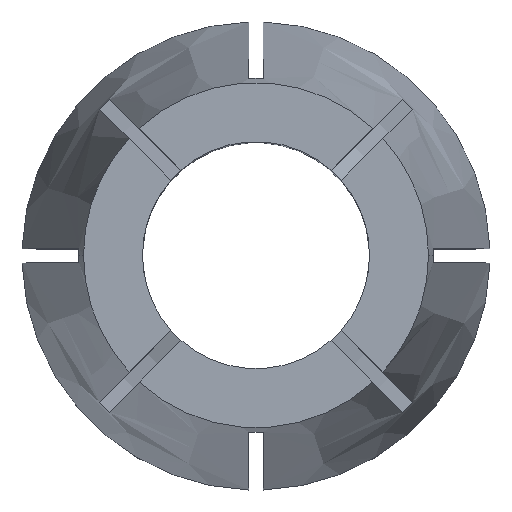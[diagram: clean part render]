
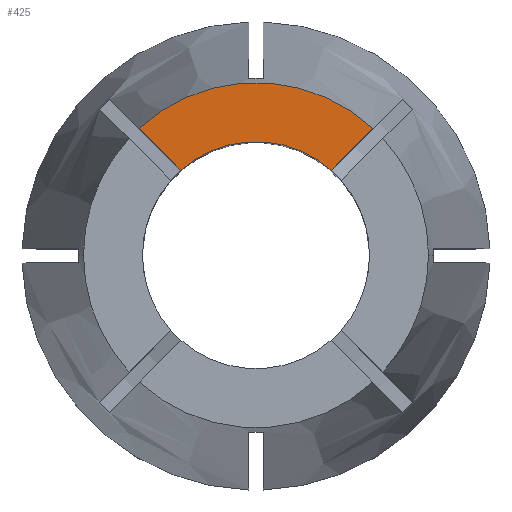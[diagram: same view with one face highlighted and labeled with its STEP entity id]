
A CAD part, top view. The second image highlights one B-rep face of the part: STEP entity #425.
In plain terms, the highlighted planar face has unit normal (0, 0, 1).
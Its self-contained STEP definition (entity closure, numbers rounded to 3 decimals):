
#36 = CARTESIAN_POINT ( 'NONE',  ( 8.236, 8.943, 0. ) ) ;
#58 = CIRCLE ( 'NONE', #531, 12.158 ) ;
#134 = DIRECTION ( 'NONE',  ( 0., 0., 1. ) ) ;
#181 = ORIENTED_EDGE ( 'NONE', *, *, #254, .T. ) ;
#227 = DIRECTION ( 'NONE',  ( 0.707, -0.707, 0. ) ) ;
#236 = AXIS2_PLACEMENT_3D ( 'NONE', #664, #758, #767 ) ;
#254 = EDGE_CURVE ( 'NONE', #1338, #1348, #58, .T. ) ;
#287 = CARTESIAN_POINT ( 'NONE',  ( 0., 0., 0. ) ) ;
#341 = VECTOR ( 'NONE', #879, 1000. ) ;
#359 = ORIENTED_EDGE ( 'NONE', *, *, #1995, .T. ) ;
#366 = AXIS2_PLACEMENT_3D ( 'NONE', #1843, #1627, #757 ) ;
#379 = CARTESIAN_POINT ( 'NONE',  ( 0.354, 0.354, 0. ) ) ;
#425 = ADVANCED_FACE ( 'NONE', ( #743 ), #2210, .F. ) ;
#531 = AXIS2_PLACEMENT_3D ( 'NONE', #287, #134, #1619 ) ;
#664 = CARTESIAN_POINT ( 'NONE',  ( 0., 0., 0. ) ) ;
#701 = CARTESIAN_POINT ( 'NONE',  ( -0.354, 0.354, 0. ) ) ;
#743 = FACE_OUTER_BOUND ( 'NONE', #1041, .T. ) ;
#757 = DIRECTION ( 'NONE',  ( -1., 0., 0. ) ) ;
#758 = DIRECTION ( 'NONE',  ( 0., 0., 1. ) ) ;
#767 = DIRECTION ( 'NONE',  ( 1., 0., 0. ) ) ;
#771 = VERTEX_POINT ( 'NONE', #1070 ) ;
#879 = DIRECTION ( 'NONE',  ( 0.707, 0.707, 0. ) ) ;
#943 = ORIENTED_EDGE ( 'NONE', *, *, #1120, .F. ) ;
#1041 = EDGE_LOOP ( 'NONE', ( #943, #359, #181, #1398 ) ) ;
#1070 = CARTESIAN_POINT ( 'NONE',  ( 5.292, 5.999, 0. ) ) ;
#1120 = EDGE_CURVE ( 'NONE', #771, #2211, #1913, .T. ) ;
#1338 = VERTEX_POINT ( 'NONE', #36 ) ;
#1348 = VERTEX_POINT ( 'NONE', #1628 ) ;
#1398 = ORIENTED_EDGE ( 'NONE', *, *, #2068, .T. ) ;
#1418 = LINE ( 'NONE', #701, #341 ) ;
#1619 = DIRECTION ( 'NONE',  ( 1., 0., 0. ) ) ;
#1627 = DIRECTION ( 'NONE',  ( 0., 0., -1. ) ) ;
#1628 = CARTESIAN_POINT ( 'NONE',  ( -8.236, 8.943, 0. ) ) ;
#1634 = VECTOR ( 'NONE', #227, 1000. ) ;
#1696 = CARTESIAN_POINT ( 'NONE',  ( -5.292, 5.999, 0. ) ) ;
#1843 = CARTESIAN_POINT ( 'NONE',  ( 0., 0., 0. ) ) ;
#1913 = CIRCLE ( 'NONE', #236, 8. ) ;
#1995 = EDGE_CURVE ( 'NONE', #771, #1338, #1418, .T. ) ;
#2068 = EDGE_CURVE ( 'NONE', #1348, #2211, #2137, .T. ) ;
#2137 = LINE ( 'NONE', #379, #1634 ) ;
#2210 = PLANE ( 'NONE',  #366 ) ;
#2211 = VERTEX_POINT ( 'NONE', #1696 ) ;
